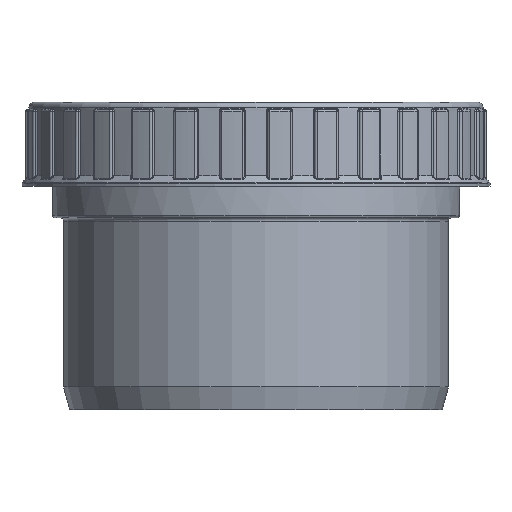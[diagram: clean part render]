
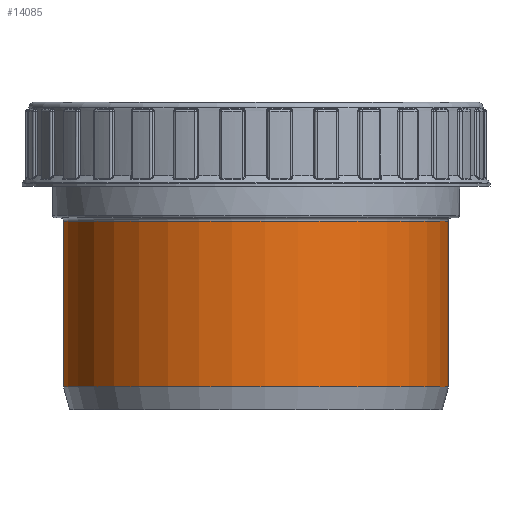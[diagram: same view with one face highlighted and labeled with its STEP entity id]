
A CAD part, front view. The second image highlights one B-rep face of the part: STEP entity #14085.
In plain terms, the highlighted cylindrical face has radius 55.15 mm (diameter 110.3 mm), a full revolution.
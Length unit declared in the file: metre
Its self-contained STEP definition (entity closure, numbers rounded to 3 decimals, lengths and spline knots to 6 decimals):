
#775=FACE_OUTER_BOUND('',#1733,.T.);
#1733=EDGE_LOOP('',(#9293,#9294,#9295,#9296));
#2713=CIRCLE('',#15165,0.05515);
#2721=CIRCLE('',#15177,0.05515);
#4363=LINE('',#47837,#4930);
#4930=VECTOR('',#16972,0.05515);
#5551=VERTEX_POINT('',#47811);
#5557=VERTEX_POINT('',#47831);
#6923=EDGE_CURVE('',#5551,#5551,#2713,.T.);
#6932=EDGE_CURVE('',#5557,#5557,#2721,.T.);
#6935=EDGE_CURVE('',#5551,#5557,#4363,.T.);
#9293=ORIENTED_EDGE('',*,*,#6923,.T.);
#9294=ORIENTED_EDGE('',*,*,#6935,.T.);
#9295=ORIENTED_EDGE('',*,*,#6932,.F.);
#9296=ORIENTED_EDGE('',*,*,#6935,.F.);
#13651=CYLINDRICAL_SURFACE('',#15179,0.05515);
#14085=ADVANCED_FACE('',(#775),#13651,.T.);
#15165=AXIS2_PLACEMENT_3D('',#47813,#16940,#16941);
#15177=AXIS2_PLACEMENT_3D('',#47832,#16965,#16966);
#15179=AXIS2_PLACEMENT_3D('',#47836,#16970,#16971);
#16940=DIRECTION('center_axis',(0.,0.,
-1.));
#16941=DIRECTION('ref_axis',(-0.127,-0.992,0.));
#16965=DIRECTION('center_axis',(0.,0.,
-1.));
#16966=DIRECTION('ref_axis',(0.992,-0.127,0.));
#16970=DIRECTION('center_axis',(0.,0.,
1.));
#16971=DIRECTION('ref_axis',(-0.127,-0.992,0.));
#16972=DIRECTION('',(0.,0.,-1.));
#47811=CARTESIAN_POINT('',(0.007007,0.054703,0.054));
#47813=CARTESIAN_POINT('Origin',(0.,0.,
0.054));
#47831=CARTESIAN_POINT('',(0.007007,0.054703,0.0065));
#47832=CARTESIAN_POINT('Origin',(0.,0.,
0.0065));
#47836=CARTESIAN_POINT('Origin',(0.,0.,
0.));
#47837=CARTESIAN_POINT('',(0.007007,0.054703,0.));
